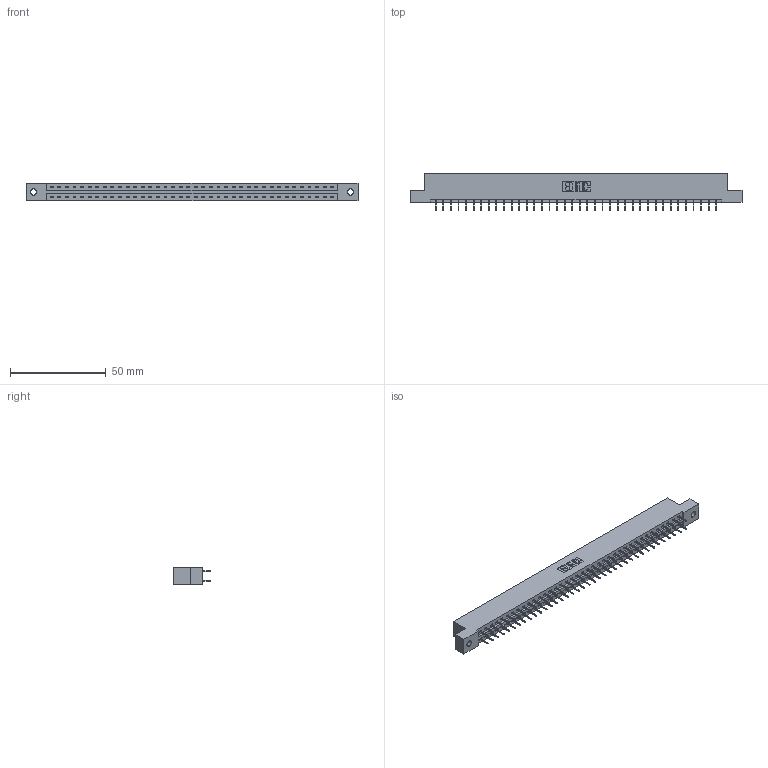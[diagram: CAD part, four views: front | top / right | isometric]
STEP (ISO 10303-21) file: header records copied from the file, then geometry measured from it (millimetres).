
FILE_DESCRIPTION (( 'STEP AP203' ), '1' );
FILE_NAME ('337-076-524-202.STEP', '2019-10-10T10:34:13', ( '' ), ( '' ), 'SwSTEP 2.0', 'SolidWorks 2016', '' );
FILE_SCHEMA (( 'CONFIG_CONTROL_DESIGN' ));
Length unit declared in the file: inch
Products named in the file (3): 337 Part_Flush Mounting Lugs - 0.128 Dia; 337-076-524-202; 345-292-001_345-293-124
Assembly tree (77 placements, depth 2):
  337-076-524-202
    337 Part_Flush Mounting Lugs - 0.128 Dia
    345-292-001_345-293-124  x76
Bounding box: 173.58 x 19.69 x 9.4 mm (x, y, z)
Volume: 18088.7 mm3; surface area: 19781.5 mm2
Topology: 77 solids, 77 shells, 4522 faces, 12851 edges, 8262 vertices
Faces by surface type: plane 3414, cylinder 1108
Entity records: 30057 total; most frequent: CARTESIAN_POINT 5066, ORIENTED_EDGE 5002, DIRECTION 4317, EDGE_CURVE 2501, LINE 2377, VECTOR 2377, VERTEX_POINT 1662, AXIS2_PLACEMENT_3D 970
